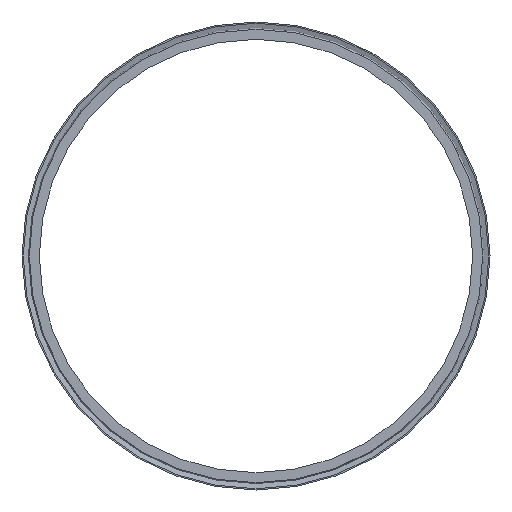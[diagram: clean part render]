
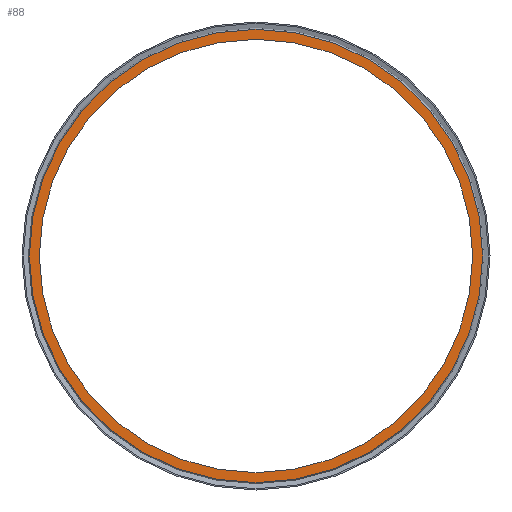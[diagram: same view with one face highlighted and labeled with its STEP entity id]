
A CAD part, left-side view. The second image highlights one B-rep face of the part: STEP entity #88.
In plain terms, the highlighted planar face has unit normal (-1, 0, 0).
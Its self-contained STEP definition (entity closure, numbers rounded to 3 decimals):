
#4 = DIRECTION ( 'NONE',  ( 0., 0., -1. ) ) ;
#10 = AXIS2_PLACEMENT_3D ( 'NONE', #240, #128, #4 ) ;
#12 = CIRCLE ( 'NONE', #10, 107.765 ) ;
#14 = DIRECTION ( 'NONE',  ( 0., 0., 1. ) ) ;
#27 = CIRCLE ( 'NONE', #42, 103. ) ;
#33 = EDGE_LOOP ( 'NONE', ( #126 ) ) ;
#42 = AXIS2_PLACEMENT_3D ( 'NONE', #236, #222, #237 ) ;
#72 = CARTESIAN_POINT ( 'NONE',  ( -1.6, 105.382, 0. ) ) ;
#79 = FACE_OUTER_BOUND ( 'NONE', #249, .T. ) ;
#84 = AXIS2_PLACEMENT_3D ( 'NONE', #72, #98, #14 ) ;
#88 = ADVANCED_FACE ( 'NONE', ( #150, #79 ), #116, .T. ) ;
#97 = ORIENTED_EDGE ( 'NONE', *, *, #244, .T. ) ;
#98 = DIRECTION ( 'NONE',  ( -1., 0., 0. ) ) ;
#107 = CARTESIAN_POINT ( 'NONE',  ( -1.6, 0., -107.765 ) ) ;
#116 = PLANE ( 'NONE',  #84 ) ;
#126 = ORIENTED_EDGE ( 'NONE', *, *, #183, .T. ) ;
#128 = DIRECTION ( 'NONE',  ( -1., 0., 0. ) ) ;
#150 = FACE_BOUND ( 'NONE', #33, .T. ) ;
#182 = VERTEX_POINT ( 'NONE', #194 ) ;
#183 = EDGE_CURVE ( 'NONE', #182, #182, #27, .T. ) ;
#194 = CARTESIAN_POINT ( 'NONE',  ( -1.6, 0., -103. ) ) ;
#222 = DIRECTION ( 'NONE',  ( 1., 0., 0. ) ) ;
#236 = CARTESIAN_POINT ( 'NONE',  ( -1.6, 0., 0. ) ) ;
#237 = DIRECTION ( 'NONE',  ( 0., 0., -1. ) ) ;
#240 = CARTESIAN_POINT ( 'NONE',  ( -1.6, 0., 0. ) ) ;
#244 = EDGE_CURVE ( 'NONE', #251, #251, #12, .T. ) ;
#249 = EDGE_LOOP ( 'NONE', ( #97 ) ) ;
#251 = VERTEX_POINT ( 'NONE', #107 ) ;
